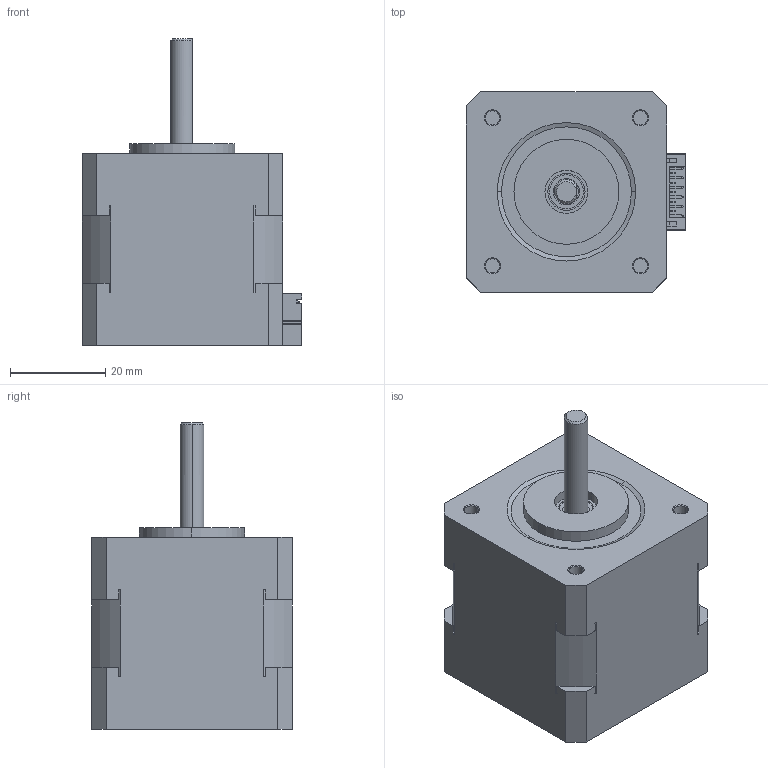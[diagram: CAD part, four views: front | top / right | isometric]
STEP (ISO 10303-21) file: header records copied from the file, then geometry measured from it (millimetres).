
FILE_DESCRIPTION (( 'STEP AP214' ), '1' );
FILE_NAME ('42 step motor-38mm.STEP', '2021-10-11T06:34:58', ( '' ), ( '' ), 'SwSTEP 2.0', 'SolidWorks 2016', '' );
FILE_SCHEMA (( 'AUTOMOTIVE_DESIGN' ));
Length unit declared in the file: millimetre
Products named in the file (3): 42祭輛萇儂_堤粣22mm; 粣; 42 step motor-38mm
Assembly tree (2 placements, depth 2):
  42 step motor-38mm
    42祭輛萇儂_堤粣22mm
    粣
Bounding box: 46 x 42 x 64.2 mm (x, y, z)
Volume: 70227.5 mm3; surface area: 13696 mm2
Topology: 2 solids, 2 shells, 373 faces, 971 edges, 631 vertices
Faces by surface type: plane 243, cylinder 106, cone 16, torus 8
Entity records: 14773 total; most frequent: CARTESIAN_POINT 2414, ORIENTED_EDGE 1942, DIRECTION 1863, EDGE_CURVE 971, VECTOR 655, LINE 655, VERTEX_POINT 631, AXIS2_PLACEMENT_3D 604
